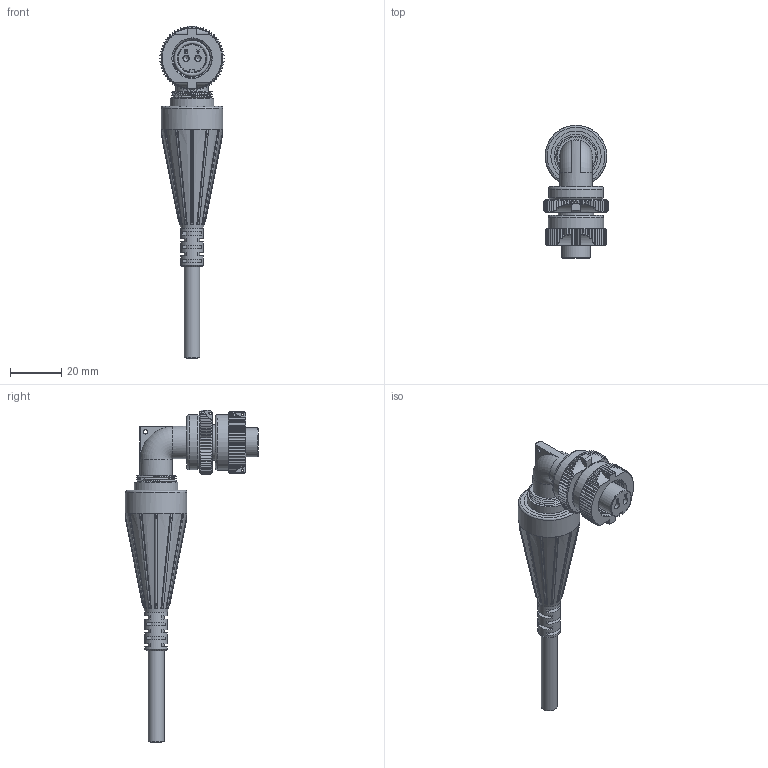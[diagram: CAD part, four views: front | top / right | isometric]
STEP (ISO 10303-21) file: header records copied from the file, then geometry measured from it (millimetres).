
FILE_DESCRIPTION(/* description */ (''),/* implementation_level */ '2;1');
FILE_NAME(/* name */ 'D2DG1.stp',/* time_stamp */ '2024-01-03T09:35:18-05:00',/* author */ ('cthayer'),/* organization */ (''),/* preprocessor_version */ 'ST-DEVELOPER v19',/* originating_system */ 'Autodesk Inventor 2023',/* authorisation */ '');
FILE_SCHEMA (('AUTOMOTIVE_DESIGN { 1 0 10303 214 3 1 1 }'));
Length unit declared in the file: inch
Products named in the file (15): D2DG1; CB103; CBP10033; CBP10008; CBP10009; MSP10125; CBP10028; CBP10370; CBP10028, CONNECTOR HOUSING; CBP10028, socket; CBP10028, CONNECTOR HOUSING SHELL; CBP10028, CONNECTOR HOUSING SHELL 1; CBP10370, CONNECTOR SHELL NUT; CBP10028, ELBOW; CBP10028, RUBBER
Assembly tree (15 placements, depth 4):
  D2DG1
    CB103
      CBP10033
    CBP10008
    CBP10009
    MSP10125
    CBP10028
      CBP10370
        CBP10028, CONNECTOR HOUSING
        CBP10028, socket  x2
        CBP10028, CONNECTOR HOUSING SHELL
        CBP10028, CONNECTOR HOUSING SHELL 1
        CBP10370, CONNECTOR SHELL NUT
      CBP10028, ELBOW
      CBP10028, RUBBER
Bounding box: 25.4 x 52.27 x 130.12 mm (x, y, z)
Volume: 29854.7 mm3; surface area: 20333.1 mm2
Topology: 12 solids, 12 shells, 1303 faces, 3254 edges, 2052 vertices
Faces by surface type: plane 741, cylinder 294, cone 183, bspline 76, torus 9
Full cylindrical faces by diameter (mm): 0.127 x19, 0.203 x38, 0.762 x3, 1.524 x1, 2.032 x4, 2.235 x2, 2.54 x2, 2.794 x6, 3.175 x2, 3.353 x1, 3.81 x2, 3.988 x1, 4.115 x1, 4.142 x1, 4.267 x1, 6.223 x1, 8.509 x2, 8.89 x1, 9.144 x1, 10.668 x1, 11.049 x1, 11.125 x1, 11.633 x1, 12.649 x2, 12.7 x4, 13.97 x1, 14.224 x2, 14.287 x6, 14.605 x1, 14.732 x4
Entity records: 46738 total; most frequent: CARTESIAN_POINT 15442, ORIENTED_EDGE 6450, DIRECTION 5886, EDGE_CURVE 3225, AXIS2_PLACEMENT_3D 2254, VERTEX_POINT 2034, EDGE_LOOP 1420, LINE 1378
